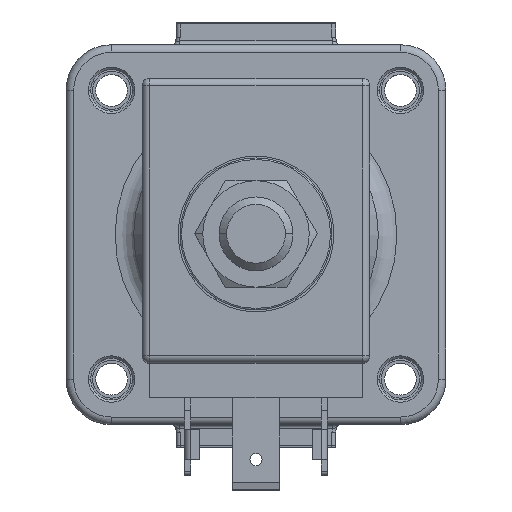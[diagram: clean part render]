
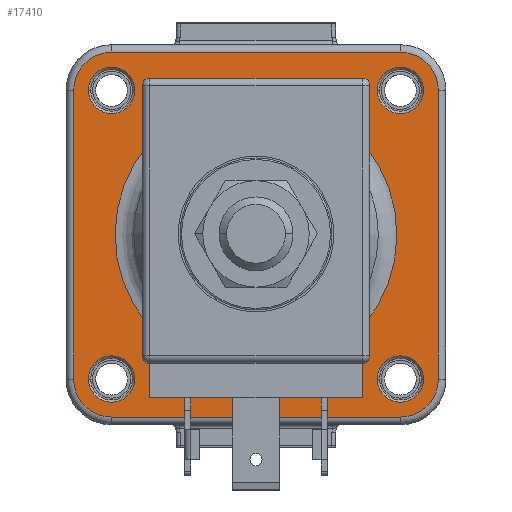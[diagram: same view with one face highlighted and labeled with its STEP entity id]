
A CAD part, top view. The second image highlights one B-rep face of the part: STEP entity #17410.
In plain terms, the highlighted planar face has unit normal (0, 0, 1).
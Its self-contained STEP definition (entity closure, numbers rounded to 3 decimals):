
#15904=CARTESIAN_POINT('',(19.,19.,6.));
#15905=DIRECTION('',(0.,0.,-1.));
#15906=DIRECTION('',(0.,1.,0.));
#15907=AXIS2_PLACEMENT_3D('',#15904,#15905,#15906);
#15913=CARTESIAN_POINT('',(19.,-19.,6.));
#15914=DIRECTION('',(0.,0.,-1.));
#15915=DIRECTION('',(1.,0.,0.));
#15916=AXIS2_PLACEMENT_3D('',#15913,#15914,#15915);
#15921=CARTESIAN_POINT('',(-19.,-19.,6.));
#15922=DIRECTION('',(0.,0.,-1.));
#15923=DIRECTION('',(0.,-1.,0.));
#15924=AXIS2_PLACEMENT_3D('',#15921,#15922,#15923);
#15929=CARTESIAN_POINT('',(-19.,19.,6.));
#15930=DIRECTION('',(0.,0.,-1.));
#15931=DIRECTION('',(-1.,0.,0.));
#15932=AXIS2_PLACEMENT_3D('',#15929,#15930,#15931);
#15937=CARTESIAN_POINT('',(0.,0.,6.));
#15938=DIRECTION('',(0.,0.,1.));
#15939=DIRECTION('',(0.,1.,0.));
#15940=AXIS2_PLACEMENT_3D('',#15937,#15938,#15939);
#15945=CARTESIAN_POINT('',(0.,0.,6.));
#15946=DIRECTION('',(0.,0.,1.));
#15947=DIRECTION('',(0.,-1.,0.));
#15948=AXIS2_PLACEMENT_3D('',#15945,#15946,#15947);
#15953=CARTESIAN_POINT('',(-19.,19.,6.));
#15954=DIRECTION('',(0.,0.,1.));
#15955=DIRECTION('',(-1.,0.,0.));
#15956=AXIS2_PLACEMENT_3D('',#15953,#15954,#15955);
#15961=CARTESIAN_POINT('',(-19.,19.,6.));
#15962=DIRECTION('',(0.,0.,1.));
#15963=DIRECTION('',(1.,0.,0.));
#15964=AXIS2_PLACEMENT_3D('',#15961,#15962,#15963);
#15969=CARTESIAN_POINT('',(-19.,-19.,6.));
#15970=DIRECTION('',(0.,0.,1.));
#15971=DIRECTION('',(-1.,0.,0.));
#15972=AXIS2_PLACEMENT_3D('',#15969,#15970,#15971);
#15977=CARTESIAN_POINT('',(-19.,-19.,6.));
#15978=DIRECTION('',(0.,0.,1.));
#15979=DIRECTION('',(1.,0.,0.));
#15980=AXIS2_PLACEMENT_3D('',#15977,#15978,#15979);
#15985=CARTESIAN_POINT('',(19.,19.,6.));
#15986=DIRECTION('',(0.,0.,1.));
#15987=DIRECTION('',(-1.,0.,0.));
#15988=AXIS2_PLACEMENT_3D('',#15985,#15986,#15987);
#15993=CARTESIAN_POINT('',(19.,19.,6.));
#15994=DIRECTION('',(0.,0.,1.));
#15995=DIRECTION('',(1.,0.,0.));
#15996=AXIS2_PLACEMENT_3D('',#15993,#15994,#15995);
#16001=CARTESIAN_POINT('',(19.,-19.,6.));
#16002=DIRECTION('',(0.,0.,1.));
#16003=DIRECTION('',(-1.,0.,0.));
#16004=AXIS2_PLACEMENT_3D('',#16001,#16002,#16003);
#16009=CARTESIAN_POINT('',(19.,-19.,6.));
#16010=DIRECTION('',(0.,0.,1.));
#16011=DIRECTION('',(1.,0.,0.));
#16012=AXIS2_PLACEMENT_3D('',#16009,#16010,#16011);
#16017=DIRECTION('',(-1.,0.,0.));
#16018=VECTOR('',#16017,38.);
#16019=CARTESIAN_POINT('',(19.,24.,6.));
#16020=LINE('',#16019,#16018);
#16040=DIRECTION('',(0.,-1.,0.));
#16041=VECTOR('',#16040,38.);
#16042=CARTESIAN_POINT('',(-24.,19.,6.));
#16043=LINE('',#16042,#16041);
#16063=DIRECTION('',(1.,0.,0.));
#16064=VECTOR('',#16063,38.);
#16065=CARTESIAN_POINT('',(-19.,-24.,6.));
#16066=LINE('',#16065,#16064);
#16086=DIRECTION('',(0.,1.,0.));
#16087=VECTOR('',#16086,38.);
#16088=CARTESIAN_POINT('',(24.,-19.,6.));
#16089=LINE('',#16088,#16087);
#16769=CARTESIAN_POINT('',(0.,0.,6.));
#16770=DIRECTION('',(0.,0.,-1.));
#16771=DIRECTION('',(0.,-1.,0.));
#16772=AXIS2_PLACEMENT_3D('',#16769,#16770,#16771);
#16777=CARTESIAN_POINT('',(0.,0.,6.));
#16778=DIRECTION('',(0.,0.,-1.));
#16779=DIRECTION('',(0.,1.,0.));
#16780=AXIS2_PLACEMENT_3D('',#16777,#16778,#16779);
#17157=CARTESIAN_POINT('',(0.,18.539,6.));
#17158=CARTESIAN_POINT('',(-0.27,-18.537,
6.));
#17159=VERTEX_POINT('',#17157);
#17160=VERTEX_POINT('',#17158);
#17161=CARTESIAN_POINT('',(0.,-18.539,
6.));
#17162=VERTEX_POINT('',#17161);
#17163=CARTESIAN_POINT('',(0.27,18.537,
6.));
#17164=VERTEX_POINT('',#17163);
#17165=CARTESIAN_POINT('',(19.,24.,6.));
#17166=CARTESIAN_POINT('',(24.,19.,6.));
#17167=VERTEX_POINT('',#17165);
#17168=VERTEX_POINT('',#17166);
#17169=CARTESIAN_POINT('',(24.,-19.,6.));
#17170=VERTEX_POINT('',#17169);
#17171=CARTESIAN_POINT('',(19.,-24.,6.));
#17172=VERTEX_POINT('',#17171);
#17173=CARTESIAN_POINT('',(-19.,-24.,6.));
#17174=VERTEX_POINT('',#17173);
#17175=CARTESIAN_POINT('',(-24.,-19.,6.));
#17176=VERTEX_POINT('',#17175);
#17177=CARTESIAN_POINT('',(-24.,19.,6.));
#17178=VERTEX_POINT('',#17177);
#17179=CARTESIAN_POINT('',(-19.,24.,6.));
#17180=VERTEX_POINT('',#17179);
#17181=CARTESIAN_POINT('',(-22.05,19.,6.));
#17182=CARTESIAN_POINT('',(-15.95,19.,6.));
#17183=VERTEX_POINT('',#17181);
#17184=VERTEX_POINT('',#17182);
#17185=CARTESIAN_POINT('',(-22.05,-19.,6.));
#17186=CARTESIAN_POINT('',(-15.95,-19.,6.));
#17187=VERTEX_POINT('',#17185);
#17188=VERTEX_POINT('',#17186);
#17189=CARTESIAN_POINT('',(15.95,19.,6.));
#17190=CARTESIAN_POINT('',(22.05,19.,6.));
#17191=VERTEX_POINT('',#17189);
#17192=VERTEX_POINT('',#17190);
#17193=CARTESIAN_POINT('',(15.95,-19.,6.));
#17194=CARTESIAN_POINT('',(22.05,-19.,6.));
#17195=VERTEX_POINT('',#17193);
#17196=VERTEX_POINT('',#17194);
#17353=CARTESIAN_POINT('',(0.,0.,6.));
#17354=DIRECTION('',(0.,0.,1.));
#17355=DIRECTION('',(0.,1.,0.));
#17356=AXIS2_PLACEMENT_3D('',#17353,#17354,#17355);
#17357=PLANE('',#17356);
#17359=ORIENTED_EDGE('',*,*,#17358,.T.);
#17361=ORIENTED_EDGE('',*,*,#17360,.F.);
#17363=ORIENTED_EDGE('',*,*,#17362,.T.);
#17365=ORIENTED_EDGE('',*,*,#17364,.F.);
#17367=ORIENTED_EDGE('',*,*,#17366,.T.);
#17369=ORIENTED_EDGE('',*,*,#17368,.F.);
#17371=ORIENTED_EDGE('',*,*,#17370,.T.);
#17373=ORIENTED_EDGE('',*,*,#17372,.F.);
#17374=EDGE_LOOP('',(#17359,#17361,#17363,#17365,#17367,#17369,#17371,#17373));
#17375=FACE_OUTER_BOUND('',#17374,.F.);
#17377=ORIENTED_EDGE('',*,*,#17376,.T.);
#17379=ORIENTED_EDGE('',*,*,#17378,.F.);
#17381=ORIENTED_EDGE('',*,*,#17380,.T.);
#17383=ORIENTED_EDGE('',*,*,#17382,.F.);
#17384=EDGE_LOOP('',(#17377,#17379,#17381,#17383));
#17385=FACE_BOUND('',#17384,.F.);
#17387=ORIENTED_EDGE('',*,*,#17386,.T.);
#17389=ORIENTED_EDGE('',*,*,#17388,.T.);
#17390=EDGE_LOOP('',(#17387,#17389));
#17391=FACE_BOUND('',#17390,.F.);
#17393=ORIENTED_EDGE('',*,*,#17392,.T.);
#17395=ORIENTED_EDGE('',*,*,#17394,.T.);
#17396=EDGE_LOOP('',(#17393,#17395));
#17397=FACE_BOUND('',#17396,.F.);
#17399=ORIENTED_EDGE('',*,*,#17398,.T.);
#17401=ORIENTED_EDGE('',*,*,#17400,.T.);
#17402=EDGE_LOOP('',(#17399,#17401));
#17403=FACE_BOUND('',#17402,.F.);
#17405=ORIENTED_EDGE('',*,*,#17404,.T.);
#17407=ORIENTED_EDGE('',*,*,#17406,.T.);
#17408=EDGE_LOOP('',(#17405,#17407));
#17409=FACE_BOUND('',#17408,.F.);
#17410=ADVANCED_FACE('',(#17375,#17385,#17391,#17397,#17403,#17409),#17357,.T.);
#15908=CIRCLE('',#15907,5.);
#15917=CIRCLE('',#15916,5.);
#15925=CIRCLE('',#15924,5.);
#15933=CIRCLE('',#15932,5.);
#15941=CIRCLE('',#15940,18.539);
#15949=CIRCLE('',#15948,18.539);
#15957=CIRCLE('',#15956,3.05);
#15965=CIRCLE('',#15964,3.05);
#15973=CIRCLE('',#15972,3.05);
#15981=CIRCLE('',#15980,3.05);
#15989=CIRCLE('',#15988,3.05);
#15997=CIRCLE('',#15996,3.05);
#16005=CIRCLE('',#16004,3.05);
#16013=CIRCLE('',#16012,3.05);
#16773=CIRCLE('',#16772,18.539);
#16781=CIRCLE('',#16780,18.539);
#17358=EDGE_CURVE('',#17167,#17168,#15908,.T.);
#17360=EDGE_CURVE('',#17170,#17168,#16089,.T.);
#17362=EDGE_CURVE('',#17170,#17172,#15917,.T.);
#17364=EDGE_CURVE('',#17174,#17172,#16066,.T.);
#17366=EDGE_CURVE('',#17174,#17176,#15925,.T.);
#17368=EDGE_CURVE('',#17178,#17176,#16043,.T.);
#17370=EDGE_CURVE('',#17178,#17180,#15933,.T.);
#17372=EDGE_CURVE('',#17167,#17180,#16020,.T.);
#17376=EDGE_CURVE('',#17159,#17160,#15941,.T.);
#17378=EDGE_CURVE('',#17162,#17160,#16773,.T.);
#17380=EDGE_CURVE('',#17162,#17164,#15949,.T.);
#17382=EDGE_CURVE('',#17159,#17164,#16781,.T.);
#17386=EDGE_CURVE('',#17183,#17184,#15957,.T.);
#17388=EDGE_CURVE('',#17184,#17183,#15965,.T.);
#17392=EDGE_CURVE('',#17187,#17188,#15973,.T.);
#17394=EDGE_CURVE('',#17188,#17187,#15981,.T.);
#17398=EDGE_CURVE('',#17191,#17192,#15989,.T.);
#17400=EDGE_CURVE('',#17192,#17191,#15997,.T.);
#17404=EDGE_CURVE('',#17195,#17196,#16005,.T.);
#17406=EDGE_CURVE('',#17196,#17195,#16013,.T.);
